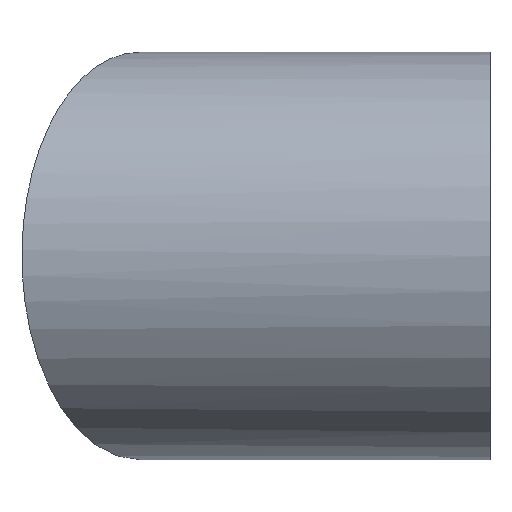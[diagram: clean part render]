
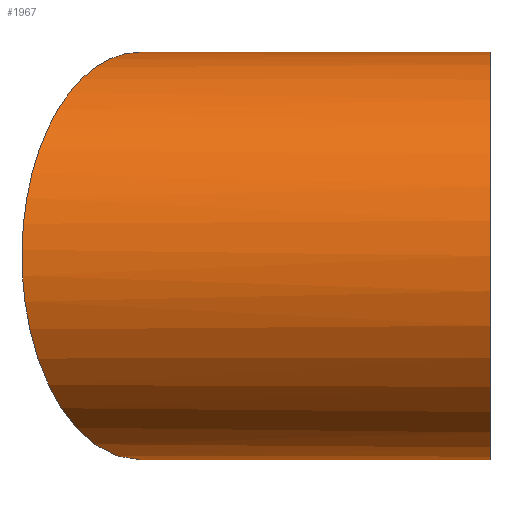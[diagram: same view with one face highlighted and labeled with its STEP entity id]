
A CAD part, left-side view. The second image highlights one B-rep face of the part: STEP entity #1967.
In plain terms, the highlighted cylindrical face has radius 177.5 mm (diameter 355 mm), a full revolution.
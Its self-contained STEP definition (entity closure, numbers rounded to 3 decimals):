
#1967 = ADVANCED_FACE( '', ( #4277, #4278 ), #4279, .T. );
#4277 = FACE_OUTER_BOUND( '', #6610, .T. );
#4278 = FACE_OUTER_BOUND( '', #6611, .T. );
#4279 = CYLINDRICAL_SURFACE( '', #6612, 177.5 );
#6610 = EDGE_LOOP( '', ( #12999 ) );
#6611 = EDGE_LOOP( '', ( #13000 ) );
#6612 = AXIS2_PLACEMENT_3D( '', #13001, #13002, #13003 );
#12999 = ORIENTED_EDGE( '', *, *, #15630, .T. );
#13000 = ORIENTED_EDGE( '', *, *, #15608, .F. );
#13001 = CARTESIAN_POINT( '', ( 0., 0., 0. ) );
#13002 = DIRECTION( '', ( 0., 1., 0. ) );
#13003 = DIRECTION( '', ( 0., 0., -1. ) );
#15608 = EDGE_CURVE( '', #19564, #19564, #19565, .T. );
#15630 = EDGE_CURVE( '', #19587, #19587, #19588, .F. );
#19564 = VERTEX_POINT( '', #25386 );
#19565 = CIRCLE( '', #25387, 177.5 );
#19587 = VERTEX_POINT( '', #25416 );
#19588 = ELLIPSE( '', #25417, 204.959, 177.5 );
#25386 = CARTESIAN_POINT( '', ( 0., 0., -177.5 ) );
#25387 = AXIS2_PLACEMENT_3D( '', #27752, #27753, #27754 );
#25416 = CARTESIAN_POINT( '', ( 177.5, 202.887, 0. ) );
#25417 = AXIS2_PLACEMENT_3D( '', #27762, #27763, #27764 );
#27752 = CARTESIAN_POINT( '', ( 0., 0., 0. ) );
#27753 = DIRECTION( '', ( 0., -1., 0. ) );
#27754 = DIRECTION( '', ( 0., 0., -1. ) );
#27762 = CARTESIAN_POINT( '', ( 0., 305.366, 0. ) );
#27763 = DIRECTION( '', ( 0.5, 0.866, 0. ) );
#27764 = DIRECTION( '', ( 0.866, -0.5, 0. ) );
